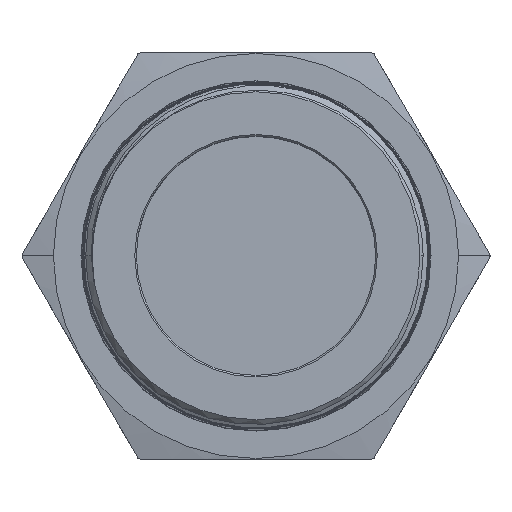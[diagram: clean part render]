
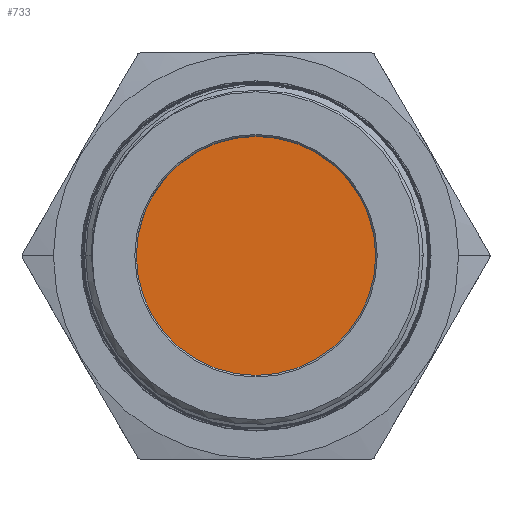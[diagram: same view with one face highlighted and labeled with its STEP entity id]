
A CAD part, top view. The second image highlights one B-rep face of the part: STEP entity #733.
In plain terms, the highlighted planar face has unit normal (0, 0, 1).
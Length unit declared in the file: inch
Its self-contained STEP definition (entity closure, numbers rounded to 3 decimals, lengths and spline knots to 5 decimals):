
#733 = ADVANCED_FACE ( 'NONE', ( #3478 ), #5807, .F. ) ;
#3478 = FACE_OUTER_BOUND ( 'NONE', #5471, .T. ) ;
#3571 = CIRCLE ( 'NONE', #8042, 1.617 ) ;
#3577 = CIRCLE ( 'NONE', #8044, 1.617 ) ;
#3939 = EDGE_CURVE ( 'NONE', #5372, #5370, #3571, .T. ) ;
#3942 = EDGE_CURVE ( 'NONE', #5370, #5372, #3577, .T. ) ;
#5370 = VERTEX_POINT ( 'NONE', #6700 ) ;
#5372 = VERTEX_POINT ( 'NONE', #6668 ) ;
#5471 = EDGE_LOOP ( 'NONE', ( #6897, #6901 ) ) ;
#5805 = CARTESIAN_POINT ( 'NONE',  ( 0., 0., -0.10378 ) ) ;
#5807 = PLANE ( 'NONE',  #8020 ) ;
#5809 = DIRECTION ( 'NONE',  ( 0., 0., -1. ) ) ;
#5810 = DIRECTION ( 'NONE',  ( -1., 0., 0. ) ) ;
#6515 = CARTESIAN_POINT ( 'NONE',  ( 0., 0., -0.10378 ) ) ;
#6516 = DIRECTION ( 'NONE',  ( 0., 0., -1. ) ) ;
#6517 = DIRECTION ( 'NONE',  ( -1., 0., 0. ) ) ;
#6523 = CARTESIAN_POINT ( 'NONE',  ( 0., 0., -0.10378 ) ) ;
#6524 = DIRECTION ( 'NONE',  ( 0., 0., -1. ) ) ;
#6525 = DIRECTION ( 'NONE',  ( -1., 0., 0. ) ) ;
#6668 = CARTESIAN_POINT ( 'NONE',  ( -1.617, 0., -0.10378 ) ) ;
#6700 = CARTESIAN_POINT ( 'NONE',  ( 1.617, 0., -0.10378 ) ) ;
#6897 = ORIENTED_EDGE ( 'NONE', *, *, #3942, .F. ) ;
#6901 = ORIENTED_EDGE ( 'NONE', *, *, #3939, .F. ) ;
#8020 = AXIS2_PLACEMENT_3D ( 'NONE', #5805, #5809, #5810 ) ;
#8042 = AXIS2_PLACEMENT_3D ( 'NONE', #6515, #6516, #6517 ) ;
#8044 = AXIS2_PLACEMENT_3D ( 'NONE', #6523, #6524, #6525 ) ;
